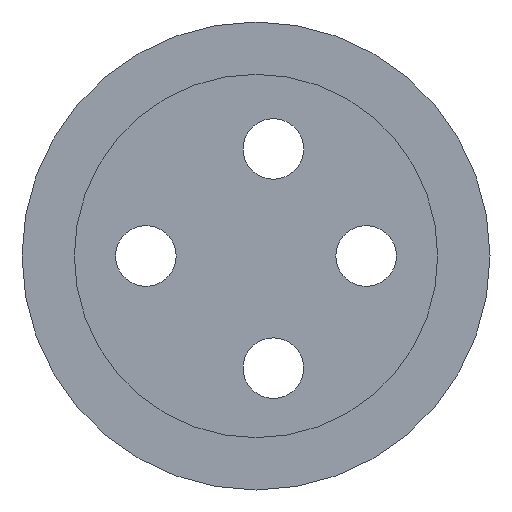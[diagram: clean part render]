
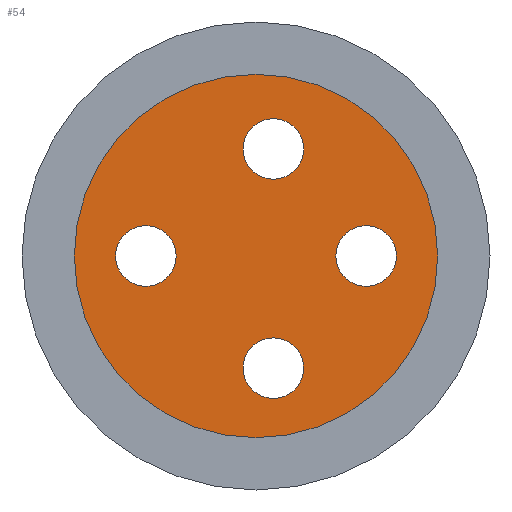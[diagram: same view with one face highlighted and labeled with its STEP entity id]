
A CAD part, front view. The second image highlights one B-rep face of the part: STEP entity #54.
In plain terms, the highlighted planar face has unit normal (0, -1, 0).
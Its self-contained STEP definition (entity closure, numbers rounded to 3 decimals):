
#2 = CARTESIAN_POINT ( 'NONE',  ( 5.069, -8., 0.845 ) ) ;
#4 = ORIENTED_EDGE ( 'NONE', *, *, #65, .T. ) ;
#14 = VERTEX_POINT ( 'NONE', #762 ) ;
#15 = ORIENTED_EDGE ( 'NONE', *, *, #203, .T. ) ;
#17 = ORIENTED_EDGE ( 'NONE', *, *, #558, .T. ) ;
#20 = CIRCLE ( 'NONE', #582, 1.65 ) ;
#26 = EDGE_LOOP ( 'NONE', ( #4, #315 ) ) ;
#31 = AXIS2_PLACEMENT_3D ( 'NONE', #663, #724, #530 ) ;
#45 = CARTESIAN_POINT ( 'NONE',  ( 5.069, -8., -0.805 ) ) ;
#54 = ADVANCED_FACE ( 'NONE', ( #758, #264, #892, #328, #261 ), #540, .F. ) ;
#65 = EDGE_CURVE ( 'NONE', #375, #588, #289, .T. ) ;
#94 = AXIS2_PLACEMENT_3D ( 'NONE', #898, #109, #396 ) ;
#105 = CIRCLE ( 'NONE', #698, 1.65 ) ;
#109 = DIRECTION ( 'NONE',  ( 0., 1., 0. ) ) ;
#122 = DIRECTION ( 'NONE',  ( 0., 0., 1. ) ) ;
#144 = CARTESIAN_POINT ( 'NONE',  ( 0.012, -8., 5.028 ) ) ;
#161 = EDGE_CURVE ( 'NONE', #179, #893, #867, .T. ) ;
#163 = DIRECTION ( 'NONE',  ( 0., 1., 0. ) ) ;
#167 = VERTEX_POINT ( 'NONE', #2 ) ;
#170 = AXIS2_PLACEMENT_3D ( 'NONE', #543, #828, #122 ) ;
#179 = VERTEX_POINT ( 'NONE', #355 ) ;
#193 = DIRECTION ( 'NONE',  ( 0., 0., 1. ) ) ;
#196 = CIRCLE ( 'NONE', #903, 1.65 ) ;
#198 = CIRCLE ( 'NONE', #31, 1.65 ) ;
#203 = EDGE_CURVE ( 'NONE', #615, #14, #664, .T. ) ;
#213 = EDGE_CURVE ( 'NONE', #795, #167, #105, .T. ) ;
#224 = ORIENTED_EDGE ( 'NONE', *, *, #817, .T. ) ;
#232 = CIRCLE ( 'NONE', #791, 1.65 ) ;
#261 = FACE_OUTER_BOUND ( 'NONE', #876, .T. ) ;
#263 = CARTESIAN_POINT ( 'NONE',  ( 0.012, -8., 5.028 ) ) ;
#264 = FACE_BOUND ( 'NONE', #26, .T. ) ;
#266 = EDGE_CURVE ( 'NONE', #893, #179, #492, .T. ) ;
#269 = AXIS2_PLACEMENT_3D ( 'NONE', #473, #527, #532 ) ;
#279 = CARTESIAN_POINT ( 'NONE',  ( 0.012, -8., 6.678 ) ) ;
#289 = CIRCLE ( 'NONE', #804, 1.65 ) ;
#290 = AXIS2_PLACEMENT_3D ( 'NONE', #144, #354, #692 ) ;
#293 = VERTEX_POINT ( 'NONE', #336 ) ;
#297 = DIRECTION ( 'NONE',  ( 0., 1., 0. ) ) ;
#299 = DIRECTION ( 'NONE',  ( 0., 0., 1. ) ) ;
#315 = ORIENTED_EDGE ( 'NONE', *, *, #587, .T. ) ;
#316 = AXIS2_PLACEMENT_3D ( 'NONE', #495, #423, #360 ) ;
#322 = DIRECTION ( 'NONE',  ( 0., 0., 1. ) ) ;
#328 = FACE_BOUND ( 'NONE', #813, .T. ) ;
#336 = CARTESIAN_POINT ( 'NONE',  ( 0.012, -8., 3.378 ) ) ;
#351 = ORIENTED_EDGE ( 'NONE', *, *, #484, .T. ) ;
#354 = DIRECTION ( 'NONE',  ( 0., 1., 0. ) ) ;
#355 = CARTESIAN_POINT ( 'NONE',  ( -0.931, -8., -10.705 ) ) ;
#359 = EDGE_CURVE ( 'NONE', #641, #293, #639, .T. ) ;
#360 = DIRECTION ( 'NONE',  ( 0., 0., 1. ) ) ;
#372 = CARTESIAN_POINT ( 'NONE',  ( 5.069, -8., -0.805 ) ) ;
#375 = VERTEX_POINT ( 'NONE', #617 ) ;
#377 = ORIENTED_EDGE ( 'NONE', *, *, #359, .T. ) ;
#380 = EDGE_LOOP ( 'NONE', ( #15, #224 ) ) ;
#396 = DIRECTION ( 'NONE',  ( 0., 0., 1. ) ) ;
#423 = DIRECTION ( 'NONE',  ( 0., 1., 0. ) ) ;
#473 = CARTESIAN_POINT ( 'NONE',  ( -6.931, -8., -0.805 ) ) ;
#484 = EDGE_CURVE ( 'NONE', #167, #795, #232, .T. ) ;
#488 = CARTESIAN_POINT ( 'NONE',  ( 5.069, -8., -2.455 ) ) ;
#492 = CIRCLE ( 'NONE', #94, 9.9 ) ;
#495 = CARTESIAN_POINT ( 'NONE',  ( -0.931, -8., -0.805 ) ) ;
#527 = DIRECTION ( 'NONE',  ( 0., 1., 0. ) ) ;
#530 = DIRECTION ( 'NONE',  ( 0., 0., 1. ) ) ;
#532 = DIRECTION ( 'NONE',  ( 0., 0., 1. ) ) ;
#540 = PLANE ( 'NONE',  #170 ) ;
#543 = CARTESIAN_POINT ( 'NONE',  ( -0.931, -8., -0.805 ) ) ;
#558 = EDGE_CURVE ( 'NONE', #293, #641, #196, .T. ) ;
#582 = AXIS2_PLACEMENT_3D ( 'NONE', #672, #740, #193 ) ;
#584 = ORIENTED_EDGE ( 'NONE', *, *, #161, .F. ) ;
#587 = EDGE_CURVE ( 'NONE', #588, #375, #20, .T. ) ;
#588 = VERTEX_POINT ( 'NONE', #824 ) ;
#603 = DIRECTION ( 'NONE',  ( 0., 1., 0. ) ) ;
#613 = DIRECTION ( 'NONE',  ( 0., 1., 0. ) ) ;
#614 = ORIENTED_EDGE ( 'NONE', *, *, #266, .F. ) ;
#615 = VERTEX_POINT ( 'NONE', #782 ) ;
#617 = CARTESIAN_POINT ( 'NONE',  ( 0.012, -8., -5.264 ) ) ;
#636 = CARTESIAN_POINT ( 'NONE',  ( 0.012, -8., -6.914 ) ) ;
#639 = CIRCLE ( 'NONE', #290, 1.65 ) ;
#641 = VERTEX_POINT ( 'NONE', #279 ) ;
#663 = CARTESIAN_POINT ( 'NONE',  ( -6.931, -8., -0.805 ) ) ;
#664 = CIRCLE ( 'NONE', #269, 1.65 ) ;
#672 = CARTESIAN_POINT ( 'NONE',  ( 0.012, -8., -6.914 ) ) ;
#686 = DIRECTION ( 'NONE',  ( 0., 0., 1. ) ) ;
#692 = DIRECTION ( 'NONE',  ( 0., 0., 1. ) ) ;
#698 = AXIS2_PLACEMENT_3D ( 'NONE', #45, #603, #322 ) ;
#720 = DIRECTION ( 'NONE',  ( 0., 0., 1. ) ) ;
#724 = DIRECTION ( 'NONE',  ( 0., 1., 0. ) ) ;
#740 = DIRECTION ( 'NONE',  ( 0., 1., 0. ) ) ;
#758 = FACE_BOUND ( 'NONE', #380, .T. ) ;
#762 = CARTESIAN_POINT ( 'NONE',  ( -6.931, -8., -2.455 ) ) ;
#782 = CARTESIAN_POINT ( 'NONE',  ( -6.931, -8., 0.845 ) ) ;
#791 = AXIS2_PLACEMENT_3D ( 'NONE', #372, #297, #720 ) ;
#795 = VERTEX_POINT ( 'NONE', #488 ) ;
#800 = ORIENTED_EDGE ( 'NONE', *, *, #213, .T. ) ;
#804 = AXIS2_PLACEMENT_3D ( 'NONE', #636, #163, #299 ) ;
#813 = EDGE_LOOP ( 'NONE', ( #351, #800 ) ) ;
#816 = CARTESIAN_POINT ( 'NONE',  ( -0.931, -8., 9.095 ) ) ;
#817 = EDGE_CURVE ( 'NONE', #14, #615, #198, .T. ) ;
#824 = CARTESIAN_POINT ( 'NONE',  ( 0.012, -8., -8.564 ) ) ;
#828 = DIRECTION ( 'NONE',  ( 0., 1., 0. ) ) ;
#867 = CIRCLE ( 'NONE', #316, 9.9 ) ;
#876 = EDGE_LOOP ( 'NONE', ( #614, #584 ) ) ;
#892 = FACE_BOUND ( 'NONE', #912, .T. ) ;
#893 = VERTEX_POINT ( 'NONE', #816 ) ;
#898 = CARTESIAN_POINT ( 'NONE',  ( -0.931, -8., -0.805 ) ) ;
#903 = AXIS2_PLACEMENT_3D ( 'NONE', #263, #613, #686 ) ;
#912 = EDGE_LOOP ( 'NONE', ( #377, #17 ) ) ;
